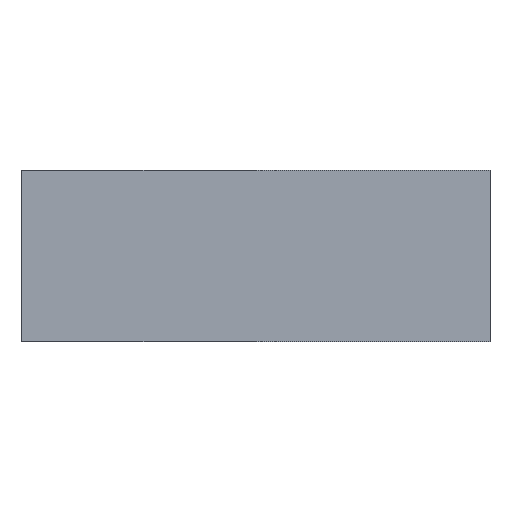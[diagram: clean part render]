
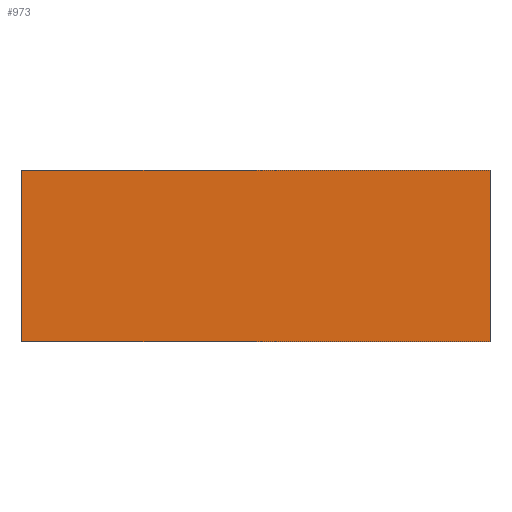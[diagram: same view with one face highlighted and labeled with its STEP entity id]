
A CAD part, front view. The second image highlights one B-rep face of the part: STEP entity #973.
In plain terms, the highlighted planar face has unit normal (0, -1, 0).
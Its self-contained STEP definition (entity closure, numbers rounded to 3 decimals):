
#67=FACE_OUTER_BOUND('',#117,.T.);
#117=EDGE_LOOP('',(#845,#846,#847,#848));
#211=LINE('',#1551,#339);
#245=LINE('',#1625,#373);
#246=LINE('',#1626,#374);
#247=LINE('',#1627,#375);
#339=VECTOR('',#1192,10.);
#373=VECTOR('',#1254,10.);
#374=VECTOR('',#1255,10.);
#375=VECTOR('',#1256,10.);
#447=VERTEX_POINT('',#1548);
#448=VERTEX_POINT('',#1550);
#473=VERTEX_POINT('',#1623);
#474=VERTEX_POINT('',#1624);
#565=EDGE_CURVE('',#448,#447,#211,.T.);
#603=EDGE_CURVE('',#473,#474,#245,.T.);
#604=EDGE_CURVE('',#474,#448,#246,.T.);
#605=EDGE_CURVE('',#447,#473,#247,.T.);
#845=ORIENTED_EDGE('',*,*,#603,.T.);
#846=ORIENTED_EDGE('',*,*,#604,.T.);
#847=ORIENTED_EDGE('',*,*,#565,.T.);
#848=ORIENTED_EDGE('',*,*,#605,.T.);
#924=PLANE('',#1040);
#973=ADVANCED_FACE('',(#67),#924,.F.);
#1040=AXIS2_PLACEMENT_3D('',#1622,#1252,#1253);
#1192=DIRECTION('',(-1.,0.,0.));
#1252=DIRECTION('center_axis',(0.,1.,0.));
#1253=DIRECTION('ref_axis',(0.,0.,1.));
#1254=DIRECTION('',(1.,0.,0.));
#1255=DIRECTION('',(0.,0.,1.));
#1256=DIRECTION('',(0.,0.,-1.));
#1548=CARTESIAN_POINT('',(285.1,-297.942,48.175));
#1550=CARTESIAN_POINT('',(407.924,-297.942,48.175));
#1551=CARTESIAN_POINT('',(305.968,-297.942,48.175));
#1622=CARTESIAN_POINT('Origin',(360.424,-297.942,25.675));
#1623=CARTESIAN_POINT('',(285.1,-297.942,3.175));
#1624=CARTESIAN_POINT('',(407.924,-297.942,3.175));
#1625=CARTESIAN_POINT('',(336.674,-297.942,3.175));
#1626=CARTESIAN_POINT('',(407.924,-297.942,14.425));
#1627=CARTESIAN_POINT('',(285.1,-297.942,36.925));
